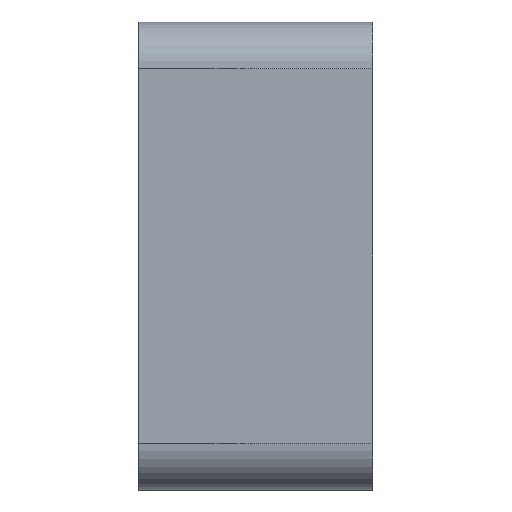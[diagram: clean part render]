
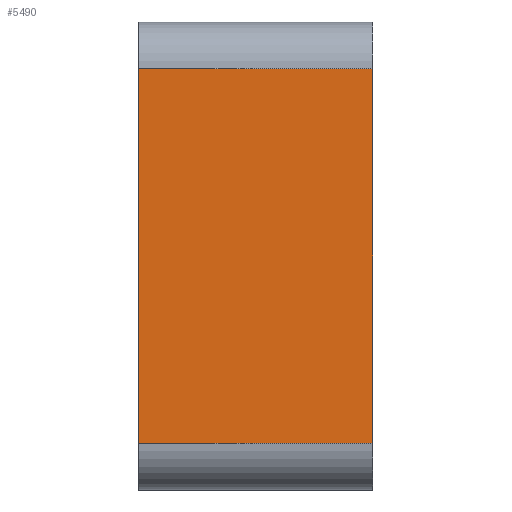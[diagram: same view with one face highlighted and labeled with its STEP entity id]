
A CAD part, left-side view. The second image highlights one B-rep face of the part: STEP entity #5490.
In plain terms, the highlighted planar face has unit normal (-1, 0, 0).
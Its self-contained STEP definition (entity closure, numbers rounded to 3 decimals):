
#159 = LINE ( 'NONE', #4995, #1340 ) ;
#294 = CARTESIAN_POINT ( 'NONE',  ( -40., 10., 0. ) ) ;
#710 = VECTOR ( 'NONE', #4119, 1000. ) ;
#881 = EDGE_CURVE ( 'NONE', #2328, #6984, #3737, .T. ) ;
#947 = CARTESIAN_POINT ( 'NONE',  ( -40., -10., 16. ) ) ;
#1186 = EDGE_CURVE ( 'NONE', #6872, #4031, #159, .T. ) ;
#1316 = CARTESIAN_POINT ( 'NONE',  ( -40., 10., 16. ) ) ;
#1340 = VECTOR ( 'NONE', #6263, 1000. ) ;
#1712 = EDGE_CURVE ( 'NONE', #6984, #4031, #6289, .T. ) ;
#2298 = EDGE_LOOP ( 'NONE', ( #4906, #4490, #5514, #6421 ) ) ;
#2328 = VERTEX_POINT ( 'NONE', #947 ) ;
#2469 = VECTOR ( 'NONE', #3933, 1000. ) ;
#2565 = LINE ( 'NONE', #3429, #2469 ) ;
#2720 = CARTESIAN_POINT ( 'NONE',  ( -40., -10., -16. ) ) ;
#3429 = CARTESIAN_POINT ( 'NONE',  ( -40., -10., 0. ) ) ;
#3737 = LINE ( 'NONE', #6449, #710 ) ;
#3825 = AXIS2_PLACEMENT_3D ( 'NONE', #294, #7281, #4449 ) ;
#3933 = DIRECTION ( 'NONE',  ( 0., 0., -1. ) ) ;
#4031 = VERTEX_POINT ( 'NONE', #4471 ) ;
#4119 = DIRECTION ( 'NONE',  ( 0., 1., 0. ) ) ;
#4449 = DIRECTION ( 'NONE',  ( 0., 0., 1. ) ) ;
#4471 = CARTESIAN_POINT ( 'NONE',  ( -40., 10., -16. ) ) ;
#4490 = ORIENTED_EDGE ( 'NONE', *, *, #1186, .F. ) ;
#4906 = ORIENTED_EDGE ( 'NONE', *, *, #1712, .T. ) ;
#4995 = CARTESIAN_POINT ( 'NONE',  ( -40., 10., -16. ) ) ;
#5490 = ADVANCED_FACE ( 'NONE', ( #6558 ), #7353, .T. ) ;
#5514 = ORIENTED_EDGE ( 'NONE', *, *, #7091, .F. ) ;
#6263 = DIRECTION ( 'NONE',  ( 0., 1., 0. ) ) ;
#6289 = LINE ( 'NONE', #7316, #7465 ) ;
#6421 = ORIENTED_EDGE ( 'NONE', *, *, #881, .T. ) ;
#6449 = CARTESIAN_POINT ( 'NONE',  ( -40., 10., 16. ) ) ;
#6558 = FACE_OUTER_BOUND ( 'NONE', #2298, .T. ) ;
#6872 = VERTEX_POINT ( 'NONE', #2720 ) ;
#6984 = VERTEX_POINT ( 'NONE', #1316 ) ;
#7091 = EDGE_CURVE ( 'NONE', #2328, #6872, #2565, .T. ) ;
#7281 = DIRECTION ( 'NONE',  ( -1., 0., 0. ) ) ;
#7316 = CARTESIAN_POINT ( 'NONE',  ( -40., 10., 0. ) ) ;
#7341 = DIRECTION ( 'NONE',  ( 0., 0., -1. ) ) ;
#7353 = PLANE ( 'NONE',  #3825 ) ;
#7465 = VECTOR ( 'NONE', #7341, 1000. ) ;
